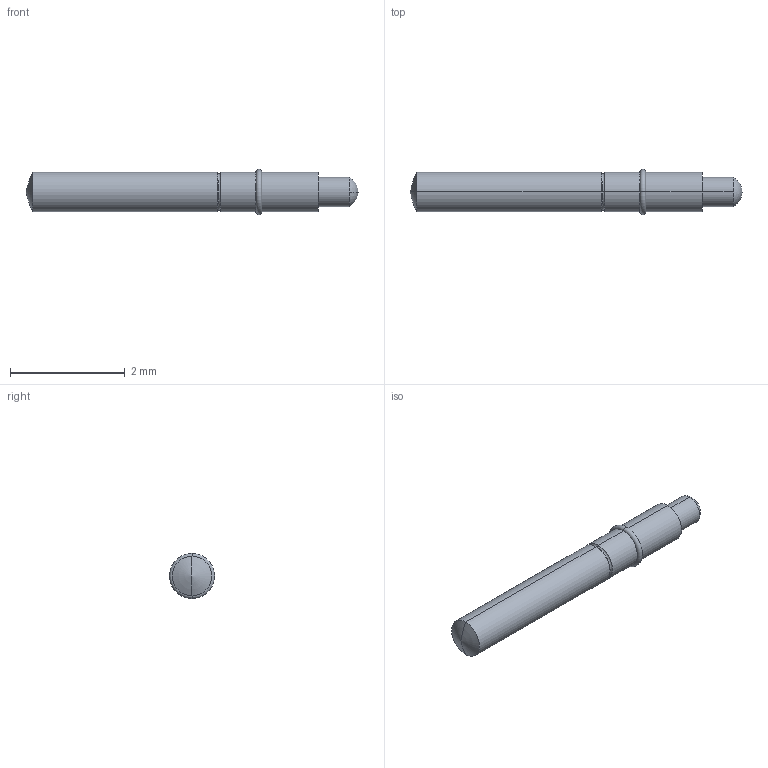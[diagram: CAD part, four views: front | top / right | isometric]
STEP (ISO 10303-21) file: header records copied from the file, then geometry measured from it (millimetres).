
FILE_DESCRIPTION (( 'STEP AP214' ), '1' );
FILE_NAME ('UEBK-12497.STEP', '2017-06-22T13:48:48', ( '' ), ( '' ), 'SwSTEP 2.0', 'SolidWorks 2017', '' );
FILE_SCHEMA (( 'AUTOMOTIVE_DESIGN' ));
Length unit declared in the file: millimetre
Products named in the file (1): UEBK-12497
Bounding box: 5.79 x 0.79 x 0.79 mm (x, y, z)
Volume: 2 mm3; surface area: 12.7 mm2
Topology: 1 solids, 1 shells, 19 faces, 40 edges, 22 vertices
Faces by surface type: torus 8, cylinder 8, sphere 2, plane 1
Entity records: 536 total; most frequent: DIRECTION 108, CARTESIAN_POINT 80, ORIENTED_EDGE 76, AXIS2_PLACEMENT_3D 50, EDGE_CURVE 38, CIRCLE 30, VERTEX_POINT 22, EDGE_LOOP 20
